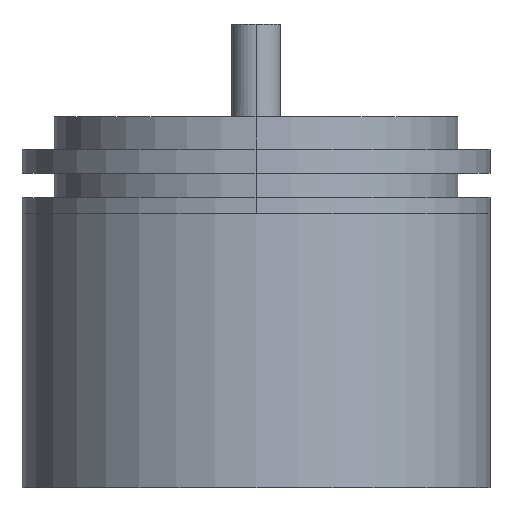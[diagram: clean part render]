
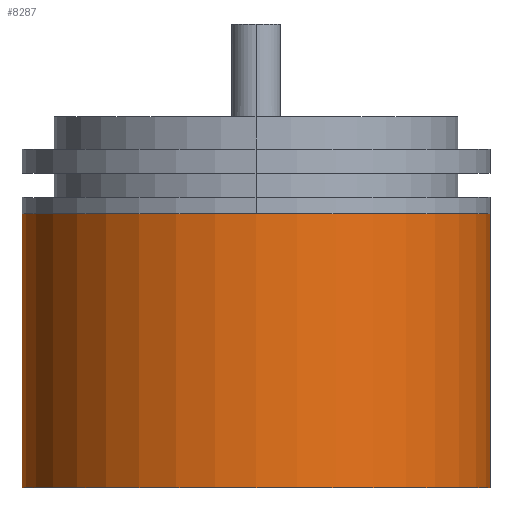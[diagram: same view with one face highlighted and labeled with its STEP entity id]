
A CAD part, front view. The second image highlights one B-rep face of the part: STEP entity #8287.
In plain terms, the highlighted cylindrical face has radius 29 mm (diameter 58 mm), a partial arc.
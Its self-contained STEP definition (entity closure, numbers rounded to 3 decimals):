
#6454=CARTESIAN_POINT('',(0.,0.,0.));
#6455=DIRECTION('',(0.,0.,1.));
#6456=DIRECTION('',(-1.,0.,0.));
#6457=AXIS2_PLACEMENT_3D('',#6454,#6455,#6456);
#6478=DIRECTION('',(0.,0.,-1.));
#6479=VECTOR('',#6478,34.);
#6480=CARTESIAN_POINT('',(29.,0.,0.));
#6481=LINE('',#6480,#6479);
#6543=CARTESIAN_POINT('',(0.,0.,-34.));
#6544=DIRECTION('',(0.,0.,1.));
#6545=DIRECTION('',(-1.,0.,0.));
#6546=AXIS2_PLACEMENT_3D('',#6543,#6544,#6545);
#6587=DIRECTION('',(0.,0.,-1.));
#6588=VECTOR('',#6587,34.);
#6589=CARTESIAN_POINT('',(-29.,0.,0.));
#6590=LINE('',#6589,#6588);
#7902=CARTESIAN_POINT('',(29.,0.,0.));
#7903=CARTESIAN_POINT('',(-29.,0.,0.));
#7904=VERTEX_POINT('',#7902);
#7905=VERTEX_POINT('',#7903);
#7906=CARTESIAN_POINT('',(-29.,0.,-34.));
#7907=CARTESIAN_POINT('',(29.,0.,-34.));
#7908=VERTEX_POINT('',#7906);
#7909=VERTEX_POINT('',#7907);
#8276=CARTESIAN_POINT('',(0.,0.,0.));
#8277=DIRECTION('',(0.,0.,1.));
#8278=DIRECTION('',(1.,0.,0.));
#8279=AXIS2_PLACEMENT_3D('',#8276,#8277,#8278);
#8280=CYLINDRICAL_SURFACE('',#8279,29.);
#8281=ORIENTED_EDGE('',*,*,#8133,.T.);
#8282=ORIENTED_EDGE('',*,*,#8155,.T.);
#8283=ORIENTED_EDGE('',*,*,#8238,.F.);
#8284=ORIENTED_EDGE('',*,*,#8158,.F.);
#8285=EDGE_LOOP('',(#8281,#8282,#8283,#8284));
#8286=FACE_OUTER_BOUND('',#8285,.F.);
#6458=CIRCLE('',#6457,29.);
#6547=CIRCLE('',#6546,29.);
#8133=EDGE_CURVE('',#7905,#7904,#6458,.T.);
#8155=EDGE_CURVE('',#7904,#7909,#6481,.T.);
#8158=EDGE_CURVE('',#7905,#7908,#6590,.T.);
#8238=EDGE_CURVE('',#7908,#7909,#6547,.T.);
#8287=ADVANCED_FACE('',(#8286),#8280,.T.);
